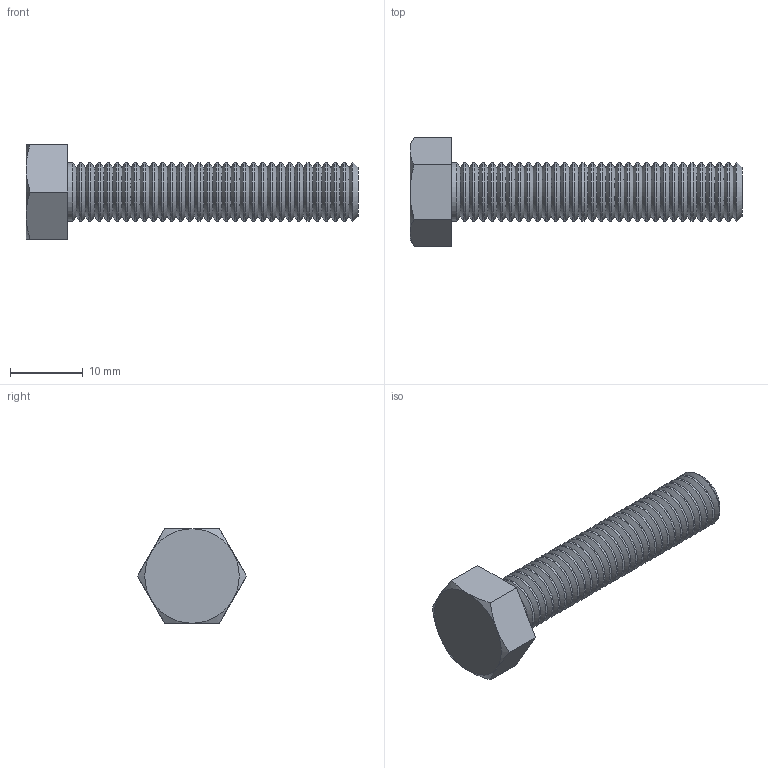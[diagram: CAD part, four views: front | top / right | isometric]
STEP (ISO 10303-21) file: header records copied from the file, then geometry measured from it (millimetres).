
FILE_DESCRIPTION (( 'STEP AP203' ), '1' );
FILE_NAME ('CLP1M-B-8-40 令腧 耱桡疣眄 󋔌0.STEP', '2016-02-10T12:48:58', ( '' ), ( '' ), 'SwSTEP 2.0', 'SolidWorks 2014', '' );
FILE_SCHEMA (( 'CONFIG_CONTROL_DESIGN' ));
Length unit declared in the file: millimetre
Products named in the file (1): CLP1M-B-8-40 令腧 耱桡疣眄 󋔌0
Bounding box: 45.67 x 15.01 x 13 mm (x, y, z)
Volume: 2588 mm3; surface area: 1982.7 mm2
Topology: 1 solids, 1 shells, 110 faces, 223 edges, 116 vertices
Faces by surface type: cone 69, cylinder 32, plane 9
Full cylindrical faces by diameter (mm): 8 x32
Entity records: 2413 total; most frequent: DIRECTION 438, CARTESIAN_POINT 419, ORIENTED_EDGE 252, AXIS2_PLACEMENT_3D 213, EDGE_LOOP 206, FACE_OUTER_BOUND 142, EDGE_CURVE 126, VERTEX_POINT 114
